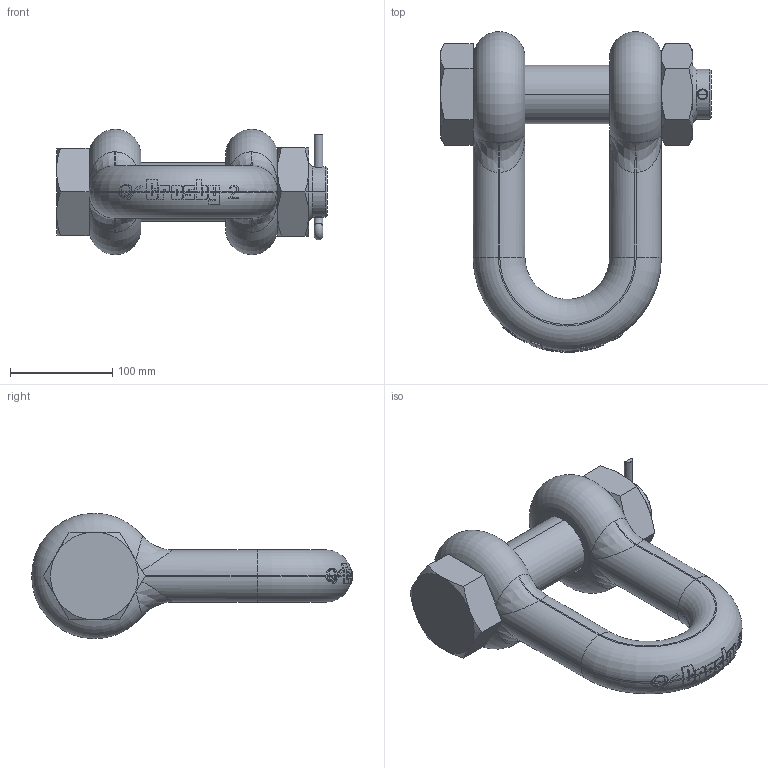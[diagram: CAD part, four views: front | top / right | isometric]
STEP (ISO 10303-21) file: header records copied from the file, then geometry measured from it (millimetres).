
FILE_DESCRIPTION((''),'2;1');
FILE_NAME('CROSBY_2150_200','2003-11-18T',('adoughty'),('The Crosby Group, Inc.'),'PRO/ENGINEER BY PARAMETRIC TECHNOLOGY CORPORATION, 2001150','PRO/ENGINEER BY PARAMETRIC TECHNOLOGY CORPORATION, 2001150','');
FILE_SCHEMA(('CONFIG_CONTROL_DESIGN'));
Length unit declared in the file: inch
Products named in the file (1): CROSBY_2150_200
Bounding box: 264.41 x 313.05 x 122.42 mm (x, y, z)
Volume: 2476926.8 mm3; surface area: 225426.6 mm2
Topology: 2 solids, 2 shells, 278 faces, 764 edges, 492 vertices
Faces by surface type: plane 109, cylinder 103, torus 40, cone 14, bspline 12
Entity records: 10863 total; most frequent: CARTESIAN_POINT 4335, ORIENTED_EDGE 1528, DIRECTION 1130, EDGE_CURVE 764, VERTEX_POINT 492, AXIS2_PLACEMENT_3D 442, B_SPLINE_CURVE_WITH_KNOTS 342, EDGE_LOOP 284
